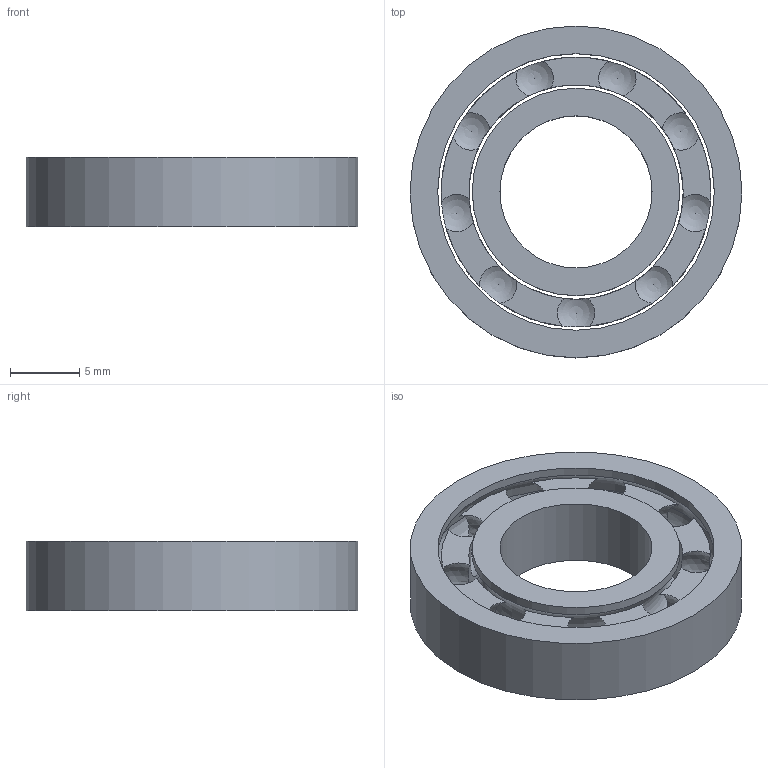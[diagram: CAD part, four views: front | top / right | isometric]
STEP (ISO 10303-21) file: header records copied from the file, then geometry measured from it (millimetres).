
FILE_DESCRIPTION(('HOOPS Exchange Step'),'2;1');
FILE_NAME('temp_export','2024-08-30T01:56:01-04:00',('29752'),('Shapr3D Limited'),'HOOPS Exchange 2024.2','Shapr3D','Authorized');
FILE_SCHEMA( ('AP242_MANAGED_MODEL_BASED_3D_ENGINEERING_MIM_LF {1 0 10303 442 1 1 4 }') );
Length unit declared in the file: millimetre
Products named in the file (2): 圆形图案 01; root
Assembly tree (1 placements, depth 2):
  root
    圆形图案 01
Bounding box: 24 x 24 x 5 mm (x, y, z)
Volume: 1026.4 mm3; surface area: 2245.2 mm2
Topology: 3 solids, 3 shells, 36 faces, 127 edges, 87 vertices
Faces by surface type: plane 14, cylinder 10, sphere 9, torus 3
Full cylindrical faces by diameter (mm): 11 x1, 15 x2, 15.5 x1, 19.5 x1, 20 x2, 24 x1
Entity records: 4025 total; most frequent: CARTESIAN_POINT 2882, DIRECTION 244, ORIENTED_EDGE 236, EDGE_CURVE 118, AXIS2_PLACEMENT_3D 117, VERTEX_POINT 87, CIRCLE 77, EDGE_LOOP 41
